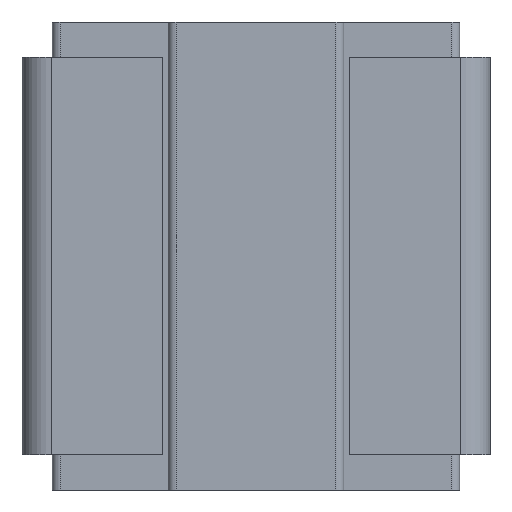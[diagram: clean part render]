
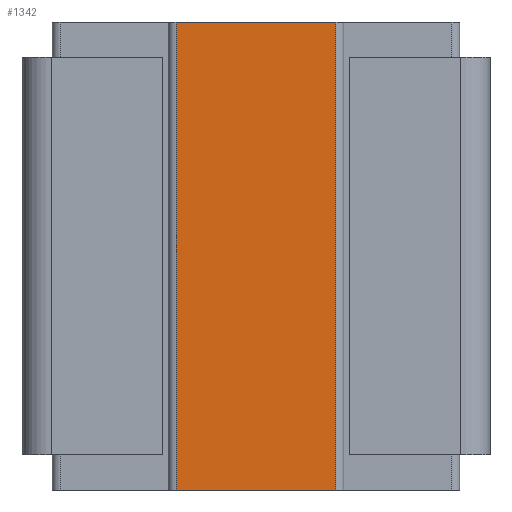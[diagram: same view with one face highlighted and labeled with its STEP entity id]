
A CAD part, front view. The second image highlights one B-rep face of the part: STEP entity #1342.
In plain terms, the highlighted planar face has unit normal (0, -1, 0).
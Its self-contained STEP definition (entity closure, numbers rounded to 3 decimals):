
#1066 = CARTESIAN_POINT ( 'NONE',  ( 0.683, 0.05, -2. ) ) ;
#1067 = VERTEX_POINT ( 'NONE', #1066 ) ;
#1075 = CARTESIAN_POINT ( 'NONE',  ( -0.683, 0.05, -2. ) ) ;
#1076 = VERTEX_POINT ( 'NONE', #1075 ) ;
#1077 = CARTESIAN_POINT ( 'NONE',  ( 0.75, 0.05, -2. ) ) ;
#1078 = DIRECTION ( 'NONE',  ( -1., 0., 0. ) ) ;
#1079 = VECTOR ( 'NONE', #1078, 1000. ) ;
#1080 = LINE ( 'NONE', #1077, #1079 ) ;
#1081 = EDGE_CURVE ( 'NONE', #1067, #1076, #1080, .T. ) ;
#1203 = CARTESIAN_POINT ( 'NONE',  ( -0.683, 0.05, 2. ) ) ;
#1204 = VERTEX_POINT ( 'NONE', #1203 ) ;
#1212 = CARTESIAN_POINT ( 'NONE',  ( 0.683, 0.05, 2. ) ) ;
#1213 = VERTEX_POINT ( 'NONE', #1212 ) ;
#1214 = CARTESIAN_POINT ( 'NONE',  ( 0.75, 0.05, 2. ) ) ;
#1215 = DIRECTION ( 'NONE',  ( -1., 0., 0. ) ) ;
#1216 = VECTOR ( 'NONE', #1215, 1000. ) ;
#1217 = LINE ( 'NONE', #1214, #1216 ) ;
#1218 = EDGE_CURVE ( 'NONE', #1213, #1204, #1217, .T. ) ;
#1321 = ORIENTED_EDGE ( 'NONE', *, *, #1081, .F. ) ;
#1322 = CARTESIAN_POINT ( 'NONE',  ( 0.683, 0.05, -2. ) ) ;
#1323 = DIRECTION ( 'NONE',  ( 0., 0., 1. ) ) ;
#1324 = VECTOR ( 'NONE', #1323, 1000. ) ;
#1325 = LINE ( 'NONE', #1322, #1324 ) ;
#1326 = EDGE_CURVE ( 'NONE', #1067, #1213, #1325, .T. ) ;
#1327 = ORIENTED_EDGE ( 'NONE', *, *, #1326, .T. ) ;
#1328 = ORIENTED_EDGE ( 'NONE', *, *, #1218, .T. ) ;
#1329 = CARTESIAN_POINT ( 'NONE',  ( -0.683, 0.05, -2. ) ) ;
#1330 = DIRECTION ( 'NONE',  ( 0., 0., -1. ) ) ;
#1331 = VECTOR ( 'NONE', #1330, 1000. ) ;
#1332 = LINE ( 'NONE', #1329, #1331 ) ;
#1333 = EDGE_CURVE ( 'NONE', #1204, #1076, #1332, .T. ) ;
#1334 = ORIENTED_EDGE ( 'NONE', *, *, #1333, .T. ) ;
#1335 = EDGE_LOOP ( 'NONE', ( #1321, #1327, #1328, #1334 ) ) ;
#1336 = FACE_OUTER_BOUND ( 'NONE', #1335, .T. ) ;
#1337 = CARTESIAN_POINT ( 'NONE',  ( 0.75, 0.05, -2. ) ) ;
#1338 = DIRECTION ( 'NONE',  ( 0., 1., 0. ) ) ;
#1339 = DIRECTION ( 'NONE',  ( -1., 0., 0. ) ) ;
#1340 = AXIS2_PLACEMENT_3D ( 'NONE', #1337, #1338, #1339 ) ;
#1341 = PLANE ( 'NONE', #1340 ) ;
#1342 = ADVANCED_FACE ( 'NONE', ( #1336 ), #1341, .F. ) ;
